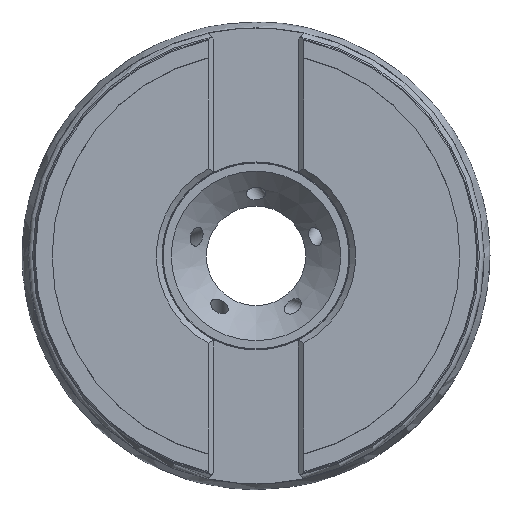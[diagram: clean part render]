
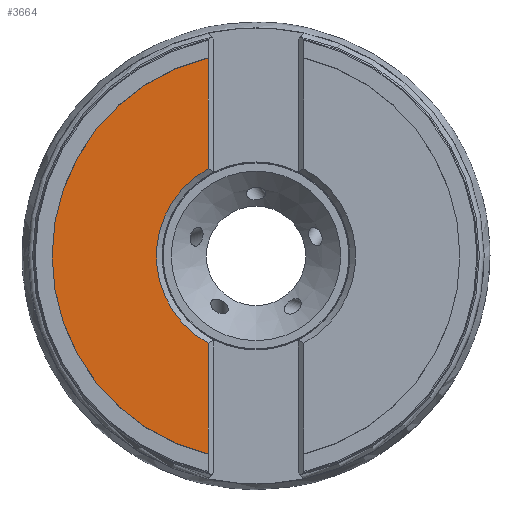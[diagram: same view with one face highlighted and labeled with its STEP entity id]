
A CAD part, left-side view. The second image highlights one B-rep face of the part: STEP entity #3664.
In plain terms, the highlighted planar face has unit normal (-1, 0, 0).
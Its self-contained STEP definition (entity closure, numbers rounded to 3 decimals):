
#176 = VERTEX_POINT ( 'NONE', #6352 ) ;
#402 = CARTESIAN_POINT ( 'NONE',  ( -48.95, 8.15, -40. ) ) ;
#485 = CARTESIAN_POINT ( 'NONE',  ( -48.95, 8.15, -14.948 ) ) ;
#538 = CARTESIAN_POINT ( 'NONE',  ( -48.95, 8.15, 33.911 ) ) ;
#981 = ORIENTED_EDGE ( 'NONE', *, *, #5713, .F. ) ;
#1012 = DIRECTION ( 'NONE',  ( 0., 0., -1. ) ) ;
#1029 = DIRECTION ( 'NONE',  ( 0., 0., -1. ) ) ;
#1146 = VERTEX_POINT ( 'NONE', #1369 ) ;
#1288 = ORIENTED_EDGE ( 'NONE', *, *, #4695, .F. ) ;
#1335 = VECTOR ( 'NONE', #6911, 1000. ) ;
#1346 = AXIS2_PLACEMENT_3D ( 'NONE', #3449, #4677, #1012 ) ;
#1369 = CARTESIAN_POINT ( 'NONE',  ( -48.95, 8.15, -33.911 ) ) ;
#1410 = AXIS2_PLACEMENT_3D ( 'NONE', #3240, #7570, #3887 ) ;
#1967 = DIRECTION ( 'NONE',  ( 1., 0., 0. ) ) ;
#2562 = CIRCLE ( 'NONE', #7988, 34.877 ) ;
#2856 = EDGE_CURVE ( 'NONE', #1146, #5517, #2562, .T. ) ;
#3240 = CARTESIAN_POINT ( 'NONE',  ( -48.95, 0., 0. ) ) ;
#3449 = CARTESIAN_POINT ( 'NONE',  ( -48.95, 0., 0. ) ) ;
#3664 = ADVANCED_FACE ( 'NONE', ( #6212 ), #5294, .F. ) ;
#3887 = DIRECTION ( 'NONE',  ( 0., 0., -1. ) ) ;
#4322 = LINE ( 'NONE', #402, #7403 ) ;
#4677 = DIRECTION ( 'NONE',  ( 1., 0., 0. ) ) ;
#4695 = EDGE_CURVE ( 'NONE', #5517, #176, #7692, .T. ) ;
#5019 = ORIENTED_EDGE ( 'NONE', *, *, #5436, .F. ) ;
#5294 = PLANE ( 'NONE',  #1346 ) ;
#5436 = EDGE_CURVE ( 'NONE', #6171, #1146, #4322, .T. ) ;
#5517 = VERTEX_POINT ( 'NONE', #538 ) ;
#5658 = CARTESIAN_POINT ( 'NONE',  ( -48.95, 0., 0. ) ) ;
#5713 = EDGE_CURVE ( 'NONE', #176, #6171, #7204, .T. ) ;
#6171 = VERTEX_POINT ( 'NONE', #485 ) ;
#6212 = FACE_OUTER_BOUND ( 'NONE', #6398, .T. ) ;
#6266 = DIRECTION ( 'NONE',  ( 0., 0., -1. ) ) ;
#6276 = CARTESIAN_POINT ( 'NONE',  ( -48.95, 8.15, -40. ) ) ;
#6289 = ORIENTED_EDGE ( 'NONE', *, *, #2856, .F. ) ;
#6352 = CARTESIAN_POINT ( 'NONE',  ( -48.95, 8.15, 14.948 ) ) ;
#6398 = EDGE_LOOP ( 'NONE', ( #981, #1288, #6289, #5019 ) ) ;
#6911 = DIRECTION ( 'NONE',  ( 0., 0., -1. ) ) ;
#7204 = CIRCLE ( 'NONE', #1410, 17.025 ) ;
#7403 = VECTOR ( 'NONE', #1029, 1000. ) ;
#7570 = DIRECTION ( 'NONE',  ( -1., 0., 0. ) ) ;
#7692 = LINE ( 'NONE', #6276, #1335 ) ;
#7988 = AXIS2_PLACEMENT_3D ( 'NONE', #5658, #1967, #6266 ) ;
